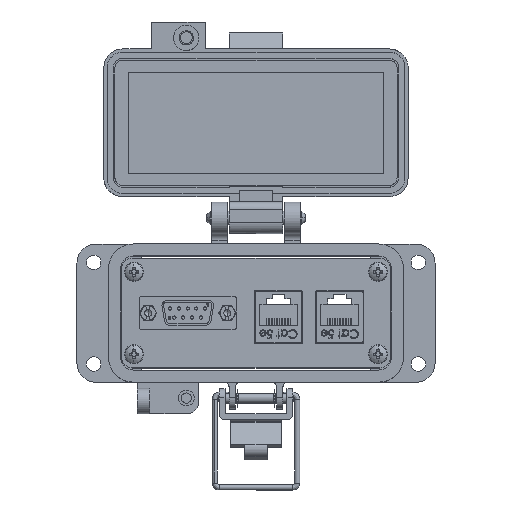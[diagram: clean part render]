
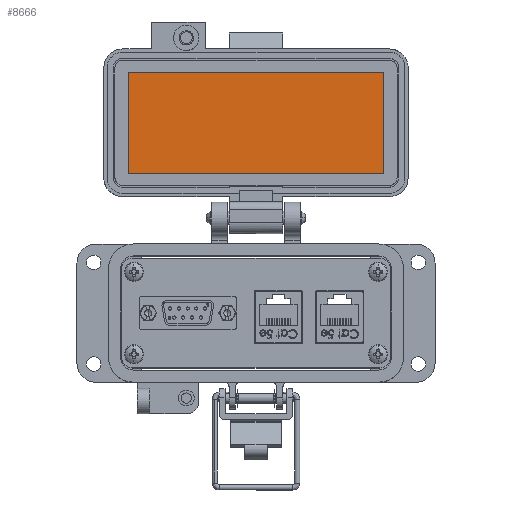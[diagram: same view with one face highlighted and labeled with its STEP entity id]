
A CAD part, top view. The second image highlights one B-rep face of the part: STEP entity #8666.
In plain terms, the highlighted planar face has unit normal (0, 0, 1).
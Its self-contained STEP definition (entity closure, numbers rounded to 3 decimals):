
#1806 = VECTOR ( 'NONE', #31139, 1000. ) ;
#2052 = CARTESIAN_POINT ( 'NONE',  ( -8.5, 67.154, -25.55 ) ) ;
#2095 = EDGE_CURVE ( 'NONE', #5906, #22903, #71746, .T. ) ;
#3663 = LINE ( 'NONE', #71878, #1806 ) ;
#4572 = VECTOR ( 'NONE', #68683, 1000. ) ;
#5065 = ORIENTED_EDGE ( 'NONE', *, *, #43209, .F. ) ;
#5906 = VERTEX_POINT ( 'NONE', #30287 ) ;
#7966 = DIRECTION ( 'NONE',  ( 0., -1., 0. ) ) ;
#8666 = ADVANCED_FACE ( 'NONE', ( #19903 ), #66032, .T. ) ;
#17632 = CARTESIAN_POINT ( 'NONE',  ( 40.25, 67.154, -25.55 ) ) ;
#18406 = DIRECTION ( 'NONE',  ( 0., 1., 0. ) ) ;
#19903 = FACE_OUTER_BOUND ( 'NONE', #25901, .T. ) ;
#21510 = EDGE_CURVE ( 'NONE', #29107, #72965, #71670, .T. ) ;
#22903 = VERTEX_POINT ( 'NONE', #37025 ) ;
#25901 = EDGE_LOOP ( 'NONE', ( #75983, #52667, #5065, #69417 ) ) ;
#29107 = VERTEX_POINT ( 'NONE', #59605 ) ;
#29611 = DIRECTION ( 'NONE',  ( 0., -1., 0. ) ) ;
#30287 = CARTESIAN_POINT ( 'NONE',  ( 40.25, 83.154, -25.55 ) ) ;
#31139 = DIRECTION ( 'NONE',  ( -1., 0., 0. ) ) ;
#37025 = CARTESIAN_POINT ( 'NONE',  ( 40.25, 51.154, -25.55 ) ) ;
#40578 = VECTOR ( 'NONE', #18406, 1000. ) ;
#40667 = VECTOR ( 'NONE', #29611, 1000. ) ;
#43076 = DIRECTION ( 'NONE',  ( 0., 0., 1. ) ) ;
#43209 = EDGE_CURVE ( 'NONE', #22903, #29107, #3663, .T. ) ;
#45869 = AXIS2_PLACEMENT_3D ( 'NONE', #2052, #43076, #7966 ) ;
#47606 = CARTESIAN_POINT ( 'NONE',  ( -40.25, 67.154, -25.55 ) ) ;
#49769 = EDGE_CURVE ( 'NONE', #72965, #5906, #66826, .T. ) ;
#52667 = ORIENTED_EDGE ( 'NONE', *, *, #21510, .F. ) ;
#57656 = CARTESIAN_POINT ( 'NONE',  ( -40.25, 83.154, -25.55 ) ) ;
#59605 = CARTESIAN_POINT ( 'NONE',  ( -40.25, 51.154, -25.55 ) ) ;
#62823 = CARTESIAN_POINT ( 'NONE',  ( -8.5, 83.154, -25.55 ) ) ;
#66032 = PLANE ( 'NONE',  #45869 ) ;
#66826 = LINE ( 'NONE', #62823, #4572 ) ;
#68683 = DIRECTION ( 'NONE',  ( 1., 0., 0. ) ) ;
#69417 = ORIENTED_EDGE ( 'NONE', *, *, #2095, .F. ) ;
#71670 = LINE ( 'NONE', #47606, #40578 ) ;
#71746 = LINE ( 'NONE', #17632, #40667 ) ;
#71878 = CARTESIAN_POINT ( 'NONE',  ( 42., 51.154, -25.55 ) ) ;
#72965 = VERTEX_POINT ( 'NONE', #57656 ) ;
#75983 = ORIENTED_EDGE ( 'NONE', *, *, #49769, .F. ) ;
